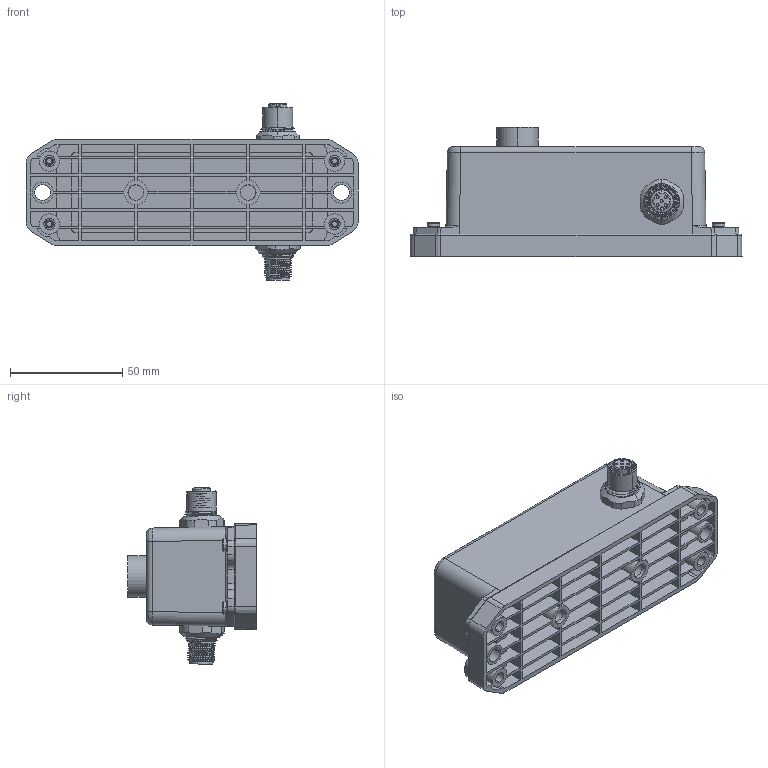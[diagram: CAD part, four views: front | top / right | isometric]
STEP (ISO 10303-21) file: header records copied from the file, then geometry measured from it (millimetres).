
FILE_DESCRIPTION((''),'2;1');
FILE_NAME('244228_SM01_ASM','2024-09-19T08:35:20',('banengservice'),('BANNER ENGINEERING'),'CREO PARAMETRIC BY PTC INC, 2022414','CREO PARAMETRIC BY PTC INC, 2022414','');
FILE_SCHEMA(('CONFIG_CONTROL_DESIGN'));
Products named in the file (2): 244228_EP01; 244228_SM01_ASM
Assembly tree (1 placements, depth 2):
  244228_SM01_ASM
    244228_EP01
Bounding box: 147.85 x 57.4 x 78.61 mm (x, y, z)
Volume: 236532.3 mm3; surface area: 55725.4 mm2
Topology: 5 solids, 5 shells, 1377 faces, 3735 edges, 2434 vertices
Faces by surface type: plane 642, cylinder 422, bspline 134, cone 122, torus 39, sphere 18
Entity records: 85859 total; most frequent: CARTESIAN_POINT 52292, ORIENTED_EDGE 7450, DIRECTION 6285, EDGE_CURVE 3725, VERTEX_POINT 2434, AXIS2_PLACEMENT_3D 2160, VECTOR 1965, LINE 1965
